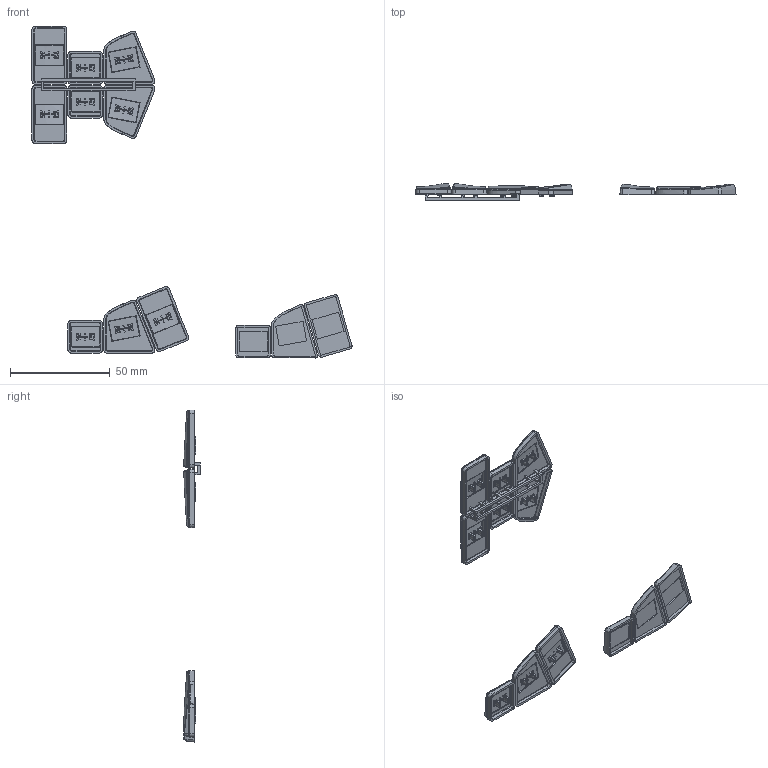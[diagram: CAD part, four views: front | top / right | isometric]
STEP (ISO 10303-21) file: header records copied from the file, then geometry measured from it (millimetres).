
FILE_DESCRIPTION(/* description */ ('','CAx-IF Rec.Pracs.---Representation and Presentation of Product Manufacturing Information (PMI)---4.0---2014-10-13'),/* implementation_level */ '2;1');
FILE_NAME(/* name */ 'Thumb_Cluster.step',/* time_stamp */ '2025-02-12T13:45:30+01:00',/* author */ (''),/* organization */ (''),/* preprocessor_version */ 'ST-DEVELOPER v20',/* originating_system */ 'Autodesk Translation Framework v13.20.0.188',/* authorisation */ '');
FILE_SCHEMA (('AP242_MANAGED_MODEL_BASED_3D_ENGINEERING_MIM_LF { 1 0 10303 442 1 1 4 }'));
Products named in the file (1): Thumb_Cluster (v1~recovered) (v2~recovered)
Bounding box: 160.66 x 8.4 x 166.67 mm (x, y, z)
Volume: 11519.9 mm3; surface area: 16435.2 mm2
Topology: 7 solids, 7 shells, 1422 faces, 3487 edges, 2117 vertices
Faces by surface type: plane 629, cylinder 413, bspline 212, sphere 72, torus 66, cone 30
Entity records: 49357 total; most frequent: CARTESIAN_POINT 16776, ORIENTED_EDGE 6962, DIRECTION 6469, EDGE_CURVE 3481, AXIS2_PLACEMENT_3D 2182, VERTEX_POINT 2117, LINE 2105, VECTOR 2105
